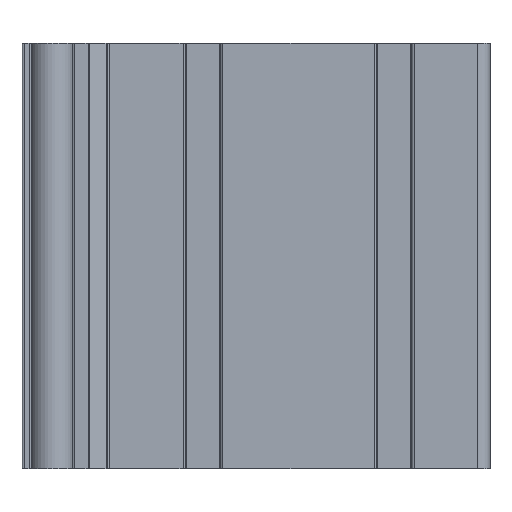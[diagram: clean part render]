
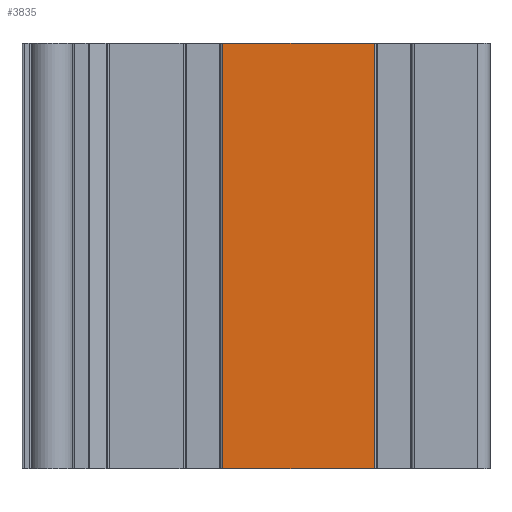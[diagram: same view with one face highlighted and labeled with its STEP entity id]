
A CAD part, left-side view. The second image highlights one B-rep face of the part: STEP entity #3835.
In plain terms, the highlighted planar face has unit normal (-1, 0, 0).
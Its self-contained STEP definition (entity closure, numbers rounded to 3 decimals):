
#95=PLANE('',#4278);
#231=FACE_OUTER_BOUND('',#436,.T.);
#436=EDGE_LOOP('',(#3064,#3065,#3066,#3067));
#885=LINE('',#6065,#1228);
#1007=LINE('',#6500,#1350);
#1008=LINE('',#6503,#1351);
#1009=LINE('',#6504,#1352);
#1228=VECTOR('',#4801,10.);
#1350=VECTOR('',#5249,10.);
#1351=VECTOR('',#5252,10.);
#1352=VECTOR('',#5253,10.);
#1611=VERTEX_POINT('',#6062);
#1612=VERTEX_POINT('',#6064);
#1762=VERTEX_POINT('',#6498);
#1763=VERTEX_POINT('',#6502);
#2043=EDGE_CURVE('',#1611,#1612,#885,.T.);
#2261=EDGE_CURVE('',#1762,#1611,#1007,.T.);
#2262=EDGE_CURVE('',#1763,#1762,#1008,.T.);
#2263=EDGE_CURVE('',#1763,#1612,#1009,.T.);
#3064=ORIENTED_EDGE('',*,*,#2261,.F.);
#3065=ORIENTED_EDGE('',*,*,#2262,.F.);
#3066=ORIENTED_EDGE('',*,*,#2263,.T.);
#3067=ORIENTED_EDGE('',*,*,#2043,.F.);
#3835=ADVANCED_FACE('',(#231),#95,.T.);
#4278=AXIS2_PLACEMENT_3D('',#6501,#5250,#5251);
#4801=DIRECTION('',(0.,1.,0.));
#5249=DIRECTION('',(0.,0.,-1.));
#5250=DIRECTION('center_axis',(-1.,0.,0.));
#5251=DIRECTION('ref_axis',(0.,-1.,0.));
#5252=DIRECTION('',(0.,-1.,0.));
#5253=DIRECTION('',(0.,0.,-1.));
#6062=CARTESIAN_POINT('',(-22.5,27.15,-50.));
#6064=CARTESIAN_POINT('',(-22.5,62.85,-50.));
#6065=CARTESIAN_POINT('',(-22.5,27.15,-50.));
#6498=CARTESIAN_POINT('',(-22.5,27.15,50.));
#6500=CARTESIAN_POINT('',(-22.5,27.15,0.));
#6501=CARTESIAN_POINT('Origin',(-22.5,62.85,0.));
#6502=CARTESIAN_POINT('',(-22.5,62.85,50.));
#6503=CARTESIAN_POINT('',(-22.5,27.15,50.));
#6504=CARTESIAN_POINT('',(-22.5,62.85,0.));
